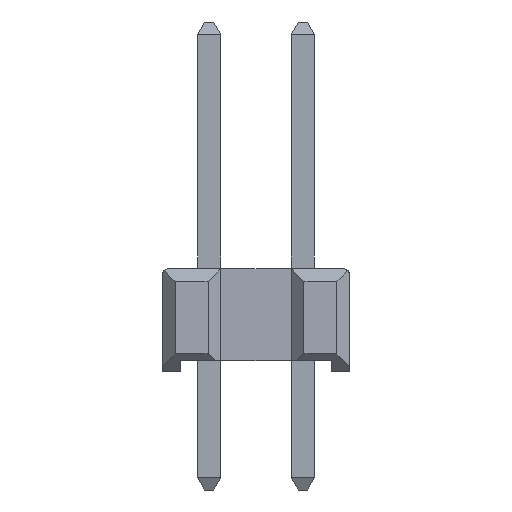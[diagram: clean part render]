
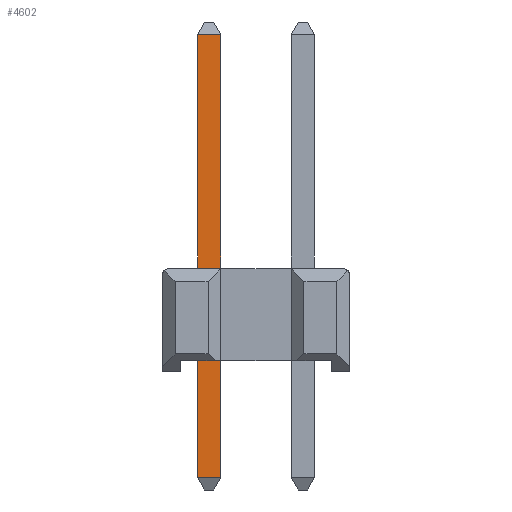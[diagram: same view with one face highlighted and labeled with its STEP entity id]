
A CAD part, front view. The second image highlights one B-rep face of the part: STEP entity #4602.
In plain terms, the highlighted planar face has unit normal (0, -1, 0).
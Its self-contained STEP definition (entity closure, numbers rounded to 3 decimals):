
#4028 = PLANE('',#4029);
#4029 = AXIS2_PLACEMENT_3D('',#4030,#4031,#4032);
#4030 = CARTESIAN_POINT('',(-0.325,-12.82,-3.209));
#4031 = DIRECTION('',(0.,-0.873,
    -0.488));
#4032 = DIRECTION('',(0.,-0.488,0.873
    ));
#4066 = VERTEX_POINT('',#4067);
#4067 = CARTESIAN_POINT('',(-0.315,-13.015,-2.86));
#4081 = B_SPLINE_SURFACE_WITH_KNOTS('',1,1,(
    (#4082,#4083)
    ,(#4084,#4085
    )),.UNSPECIFIED.,.F.,.F.,.F.,(2,2),(2,2),(-9.358,
    0.093),(-0.64,0.01),
  .PIECEWISE_BEZIER_KNOTS.);
#4082 = CARTESIAN_POINT('',(-0.315,-12.375,9.326));
#4083 = CARTESIAN_POINT('',(-0.315,-13.025,9.326));
#4084 = CARTESIAN_POINT('',(-0.315,-12.375,-2.981));
#4085 = CARTESIAN_POINT('',(-0.315,-13.025,-2.981));
#4183 = VERTEX_POINT('',#4184);
#4184 = CARTESIAN_POINT('',(0.315,-13.015,-2.86));
#4196 = B_SPLINE_SURFACE_WITH_KNOTS('',1,1,(
    (#4197,#4198)
    ,(#4199,#4200
    )),.UNSPECIFIED.,.F.,.F.,.F.,(2,2),(2,2),(-0.64,0.01),(
    -9.358,0.093),.PIECEWISE_BEZIER_KNOTS.);
#4197 = CARTESIAN_POINT('',(0.315,-12.375,9.326));
#4198 = CARTESIAN_POINT('',(0.315,-12.375,-2.981));
#4199 = CARTESIAN_POINT('',(0.315,-13.025,9.326));
#4200 = CARTESIAN_POINT('',(0.315,-13.025,-2.981));
#4230 = EDGE_CURVE('',#4183,#4066,#4231,.T.);
#4231 = SURFACE_CURVE('',#4232,(#4235,#4241),.PCURVE_S1.);
#4232 = B_SPLINE_CURVE_WITH_KNOTS('',1,(#4233,#4234),.UNSPECIFIED.,.F.,
  .F.,(2,2),(-9.896,-9.266),.PIECEWISE_BEZIER_KNOTS.);
#4233 = CARTESIAN_POINT('',(0.315,-13.015,-2.86));
#4234 = CARTESIAN_POINT('',(-0.315,-13.015,-2.86));
#4235 = PCURVE('',#4028,#4236);
#4236 = DEFINITIONAL_REPRESENTATION('',(#4237),#4240);
#4237 = B_SPLINE_CURVE_WITH_KNOTS('',1,(#4238,#4239),.UNSPECIFIED.,.F.,
  .F.,(2,2),(-9.896,-9.266),.PIECEWISE_BEZIER_KNOTS.);
#4238 = CARTESIAN_POINT('',(0.4,-0.64));
#4239 = CARTESIAN_POINT('',(0.4,-0.01));
#4240 = ( GEOMETRIC_REPRESENTATION_CONTEXT(2) 
PARAMETRIC_REPRESENTATION_CONTEXT() REPRESENTATION_CONTEXT('2D SPACE',''
  ) );
#4241 = PCURVE('',#4242,#4247);
#4242 = PLANE('',#4243);
#4243 = AXIS2_PLACEMENT_3D('',#4244,#4245,#4246);
#4244 = CARTESIAN_POINT('',(-0.325,-13.015,-2.981));
#4245 = DIRECTION('',(0.,-1.,
    0.));
#4246 = DIRECTION('',(0.,0.,
    1.));
#4247 = DEFINITIONAL_REPRESENTATION('',(#4248),#4251);
#4248 = B_SPLINE_CURVE_WITH_KNOTS('',1,(#4249,#4250),.UNSPECIFIED.,.F.,
  .F.,(2,2),(-9.896,-9.266),.PIECEWISE_BEZIER_KNOTS.);
#4249 = CARTESIAN_POINT('',(0.121,-0.64));
#4250 = CARTESIAN_POINT('',(0.121,-0.01));
#4251 = ( GEOMETRIC_REPRESENTATION_CONTEXT(2) 
PARAMETRIC_REPRESENTATION_CONTEXT() REPRESENTATION_CONTEXT('2D SPACE',''
  ) );
#4363 = VERTEX_POINT('',#4364);
#4364 = CARTESIAN_POINT('',(0.315,-13.015,9.156));
#4376 = PLANE('',#4377);
#4377 = AXIS2_PLACEMENT_3D('',#4378,#4379,#4380);
#4378 = CARTESIAN_POINT('',(-0.325,-12.82,9.504));
#4379 = DIRECTION('',(0.,-0.873,0.487
    ));
#4380 = DIRECTION('',(0.,0.487,0.873
    ));
#4451 = VERTEX_POINT('',#4452);
#4452 = CARTESIAN_POINT('',(-0.315,-13.015,9.156));
#4470 = EDGE_CURVE('',#4451,#4363,#4471,.T.);
#4471 = SURFACE_CURVE('',#4472,(#4475,#4481),.PCURVE_S1.);
#4472 = B_SPLINE_CURVE_WITH_KNOTS('',1,(#4473,#4474),.UNSPECIFIED.,.F.,
  .F.,(2,2),(-19.791,-19.161),.PIECEWISE_BEZIER_KNOTS.);
#4473 = CARTESIAN_POINT('',(-0.315,-13.015,9.156));
#4474 = CARTESIAN_POINT('',(0.315,-13.015,9.156));
#4475 = PCURVE('',#4376,#4476);
#4476 = DEFINITIONAL_REPRESENTATION('',(#4477),#4480);
#4477 = B_SPLINE_CURVE_WITH_KNOTS('',1,(#4478,#4479),.UNSPECIFIED.,.F.,
  .F.,(2,2),(-19.791,-19.161),.PIECEWISE_BEZIER_KNOTS.);
#4478 = CARTESIAN_POINT('',(-0.399,-0.01));
#4479 = CARTESIAN_POINT('',(-0.399,-0.64));
#4480 = ( GEOMETRIC_REPRESENTATION_CONTEXT(2) 
PARAMETRIC_REPRESENTATION_CONTEXT() REPRESENTATION_CONTEXT('2D SPACE',''
  ) );
#4481 = PCURVE('',#4242,#4482);
#4482 = DEFINITIONAL_REPRESENTATION('',(#4483),#4486);
#4483 = B_SPLINE_CURVE_WITH_KNOTS('',1,(#4484,#4485),.UNSPECIFIED.,.F.,
  .F.,(2,2),(-19.791,-19.161),.PIECEWISE_BEZIER_KNOTS.);
#4484 = CARTESIAN_POINT('',(12.136,-0.01));
#4485 = CARTESIAN_POINT('',(12.136,-0.64));
#4486 = ( GEOMETRIC_REPRESENTATION_CONTEXT(2) 
PARAMETRIC_REPRESENTATION_CONTEXT() REPRESENTATION_CONTEXT('2D SPACE',''
  ) );
#4583 = EDGE_CURVE('',#4363,#4183,#4584,.T.);
#4584 = SURFACE_CURVE('',#4585,(#4588,#4594),.PCURVE_S1.);
#4585 = B_SPLINE_CURVE_WITH_KNOTS('',1,(#4586,#4587),.UNSPECIFIED.,.F.,
  .F.,(2,2),(-19.123,-9.896),.PIECEWISE_BEZIER_KNOTS.);
#4586 = CARTESIAN_POINT('',(0.315,-13.015,9.156));
#4587 = CARTESIAN_POINT('',(0.315,-13.015,-2.86));
#4588 = PCURVE('',#4196,#4589);
#4589 = DEFINITIONAL_REPRESENTATION('',(#4590),#4593);
#4590 = B_SPLINE_CURVE_WITH_KNOTS('',1,(#4591,#4592),.UNSPECIFIED.,.F.,
  .F.,(2,2),(-19.123,-9.896),.PIECEWISE_BEZIER_KNOTS.);
#4591 = CARTESIAN_POINT('',(0.,-9.227));
#4592 = CARTESIAN_POINT('',(0.,0.));
#4593 = ( GEOMETRIC_REPRESENTATION_CONTEXT(2) 
PARAMETRIC_REPRESENTATION_CONTEXT() REPRESENTATION_CONTEXT('2D SPACE',''
  ) );
#4594 = PCURVE('',#4242,#4595);
#4595 = DEFINITIONAL_REPRESENTATION('',(#4596),#4599);
#4596 = B_SPLINE_CURVE_WITH_KNOTS('',1,(#4597,#4598),.UNSPECIFIED.,.F.,
  .F.,(2,2),(-19.123,-9.896),.PIECEWISE_BEZIER_KNOTS.);
#4597 = CARTESIAN_POINT('',(12.136,-0.64));
#4598 = CARTESIAN_POINT('',(0.121,-0.64));
#4599 = ( GEOMETRIC_REPRESENTATION_CONTEXT(2) 
PARAMETRIC_REPRESENTATION_CONTEXT() REPRESENTATION_CONTEXT('2D SPACE',''
  ) );
#4602 = ADVANCED_FACE('',(#4603),#4242,.T.);
#4603 = FACE_BOUND('',#4604,.T.);
#4604 = EDGE_LOOP('',(#4605,#4623,#4624,#4625));
#4605 = ORIENTED_EDGE('',*,*,#4606,.T.);
#4606 = EDGE_CURVE('',#4451,#4066,#4607,.T.);
#4607 = SURFACE_CURVE('',#4608,(#4611,#4617),.PCURVE_S1.);
#4608 = B_SPLINE_CURVE_WITH_KNOTS('',1,(#4609,#4610),.UNSPECIFIED.,.F.,
  .F.,(2,2),(0.038,9.266),
  .PIECEWISE_BEZIER_KNOTS.);
#4609 = CARTESIAN_POINT('',(-0.315,-13.015,9.156));
#4610 = CARTESIAN_POINT('',(-0.315,-13.015,-2.86));
#4611 = PCURVE('',#4242,#4612);
#4612 = DEFINITIONAL_REPRESENTATION('',(#4613),#4616);
#4613 = B_SPLINE_CURVE_WITH_KNOTS('',1,(#4614,#4615),.UNSPECIFIED.,.F.,
  .F.,(2,2),(0.038,9.266),
  .PIECEWISE_BEZIER_KNOTS.);
#4614 = CARTESIAN_POINT('',(12.136,-0.01));
#4615 = CARTESIAN_POINT('',(0.121,-0.01));
#4616 = ( GEOMETRIC_REPRESENTATION_CONTEXT(2) 
PARAMETRIC_REPRESENTATION_CONTEXT() REPRESENTATION_CONTEXT('2D SPACE',''
  ) );
#4617 = PCURVE('',#4081,#4618);
#4618 = DEFINITIONAL_REPRESENTATION('',(#4619),#4622);
#4619 = B_SPLINE_CURVE_WITH_KNOTS('',1,(#4620,#4621),.UNSPECIFIED.,.F.,
  .F.,(2,2),(0.038,9.266),
  .PIECEWISE_BEZIER_KNOTS.);
#4620 = CARTESIAN_POINT('',(-9.227,0.));
#4621 = CARTESIAN_POINT('',(0.,0.));
#4622 = ( GEOMETRIC_REPRESENTATION_CONTEXT(2) 
PARAMETRIC_REPRESENTATION_CONTEXT() REPRESENTATION_CONTEXT('2D SPACE',''
  ) );
#4623 = ORIENTED_EDGE('',*,*,#4230,.F.);
#4624 = ORIENTED_EDGE('',*,*,#4583,.F.);
#4625 = ORIENTED_EDGE('',*,*,#4470,.F.);
